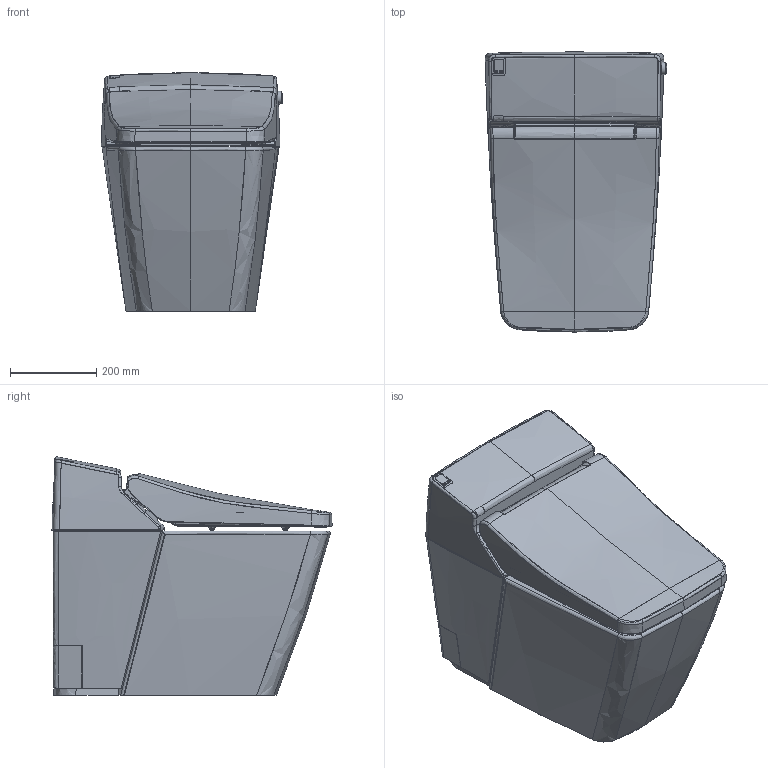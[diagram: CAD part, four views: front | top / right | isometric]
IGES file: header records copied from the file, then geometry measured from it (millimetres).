
Bounding box: 419.85 x 648.89 x 552.14 mm (x, y, z)
Surface area: 3138219.6 mm2 (no closed solid volume)
Topology: 0 solids, 0 shells, 549 faces, 3759 edges, 3800 vertices
Faces by surface type: bspline 549
